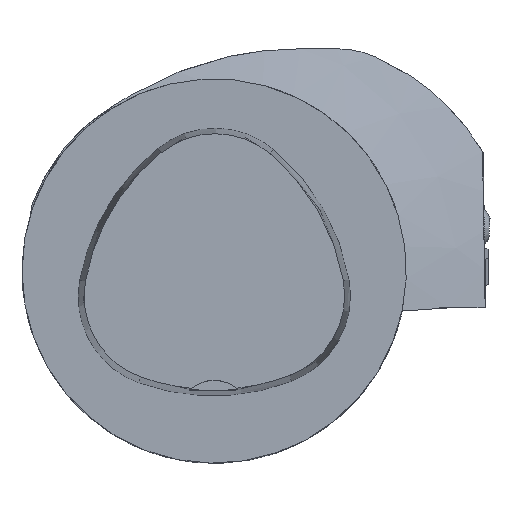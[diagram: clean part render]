
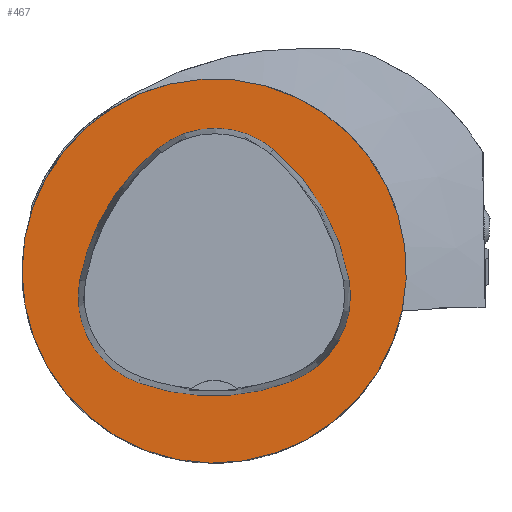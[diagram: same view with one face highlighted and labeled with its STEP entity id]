
A CAD part, top view. The second image highlights one B-rep face of the part: STEP entity #467.
In plain terms, the highlighted planar face has unit normal (0, 0, 1).
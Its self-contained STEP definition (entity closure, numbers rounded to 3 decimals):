
#195=CIRCLE('',#3215,31.5);
#197=CIRCLE('',#3241,36.);
#199=CIRCLE('',#3244,15.);
#201=CIRCLE('',#3247,36.);
#203=CIRCLE('',#3250,15.);
#207=CIRCLE('',#3255,36.);
#209=CIRCLE('',#3258,15.);
#467=ADVANCED_FACE('',(#1255,#1256),#628,.T.);
#628=PLANE('',#3263);
#1255=FACE_BOUND('',#1321,.T.);
#1256=FACE_BOUND('',#1322,.T.);
#1321=EDGE_LOOP('',(#1634,#1635,#1636,#1637,#1638,#1639));
#1322=EDGE_LOOP('',(#1640));
#1634=ORIENTED_EDGE('',*,*,#2738,.T.);
#1635=ORIENTED_EDGE('',*,*,#2718,.T.);
#1636=ORIENTED_EDGE('',*,*,#2722,.T.);
#1637=ORIENTED_EDGE('',*,*,#2725,.T.);
#1638=ORIENTED_EDGE('',*,*,#2728,.T.);
#1639=ORIENTED_EDGE('',*,*,#2736,.T.);
#1640=ORIENTED_EDGE('',*,*,#2679,.F.);
#2390=VERTEX_POINT('',#4563);
#2414=VERTEX_POINT('',#4668);
#2415=VERTEX_POINT('',#4669);
#2418=VERTEX_POINT('',#4677);
#2420=VERTEX_POINT('',#4683);
#2422=VERTEX_POINT('',#4689);
#2429=VERTEX_POINT('',#4710);
#2679=EDGE_CURVE('',#2390,#2390,#195,.T.);
#2718=EDGE_CURVE('',#2414,#2415,#197,.T.);
#2722=EDGE_CURVE('',#2415,#2418,#199,.T.);
#2725=EDGE_CURVE('',#2418,#2420,#201,.T.);
#2728=EDGE_CURVE('',#2420,#2422,#203,.T.);
#2736=EDGE_CURVE('',#2422,#2429,#207,.T.);
#2738=EDGE_CURVE('',#2429,#2414,#209,.T.);
#3215=AXIS2_PLACEMENT_3D('',#4562,#3569,#3570);
#3241=AXIS2_PLACEMENT_3D('',#4667,#3640,#3641);
#3244=AXIS2_PLACEMENT_3D('',#4676,#3648,#3649);
#3247=AXIS2_PLACEMENT_3D('',#4682,#3655,#3656);
#3250=AXIS2_PLACEMENT_3D('',#4688,#3662,#3663);
#3255=AXIS2_PLACEMENT_3D('',#4711,#3674,#3675);
#3258=AXIS2_PLACEMENT_3D('',#4714,#3680,#3681);
#3263=AXIS2_PLACEMENT_3D('',#4719,#3690,#3691);
#3569=DIRECTION('',(0.,0.,-1.));
#3570=DIRECTION('',(-1.,0.,0.));
#3640=DIRECTION('',(0.,0.,-1.));
#3641=DIRECTION('',(-1.,0.,0.));
#3648=DIRECTION('',(0.,0.,-1.));
#3649=DIRECTION('',(-1.,0.,0.));
#3655=DIRECTION('',(0.,0.,-1.));
#3656=DIRECTION('',(-1.,0.,0.));
#3662=DIRECTION('',(0.,0.,-1.));
#3663=DIRECTION('',(-1.,0.,0.));
#3674=DIRECTION('',(0.,0.,-1.));
#3675=DIRECTION('',(-1.,0.,0.));
#3680=DIRECTION('',(0.,0.,-1.));
#3681=DIRECTION('',(-1.,0.,0.));
#3690=DIRECTION('',(0.,0.,1.));
#3691=DIRECTION('',(1.,0.,0.));
#4562=CARTESIAN_POINT('',(0.,0.,0.));
#4563=CARTESIAN_POINT('',(-31.5,0.,0.));
#4667=CARTESIAN_POINT('',(13.398,-7.893,0.));
#4668=CARTESIAN_POINT('',(-22.041,-1.562,0.));
#4669=CARTESIAN_POINT('',(-9.317,20.036,0.));
#4676=CARTESIAN_POINT('',(0.148,8.399,0.));
#4677=CARTESIAN_POINT('',(9.779,19.898,0.));
#4682=CARTESIAN_POINT('',(-13.337,-7.7,0.));
#4683=CARTESIAN_POINT('',(22.122,-1.48,0.));
#4688=CARTESIAN_POINT('',(7.347,-4.071,0.));
#4689=CARTESIAN_POINT('',(12.693,-18.087,0.));
#4710=CARTESIAN_POINT('',(-12.373,-18.307,0.));
#4711=CARTESIAN_POINT('',(-0.137,15.55,0.));
#4714=CARTESIAN_POINT('',(-7.275,-4.2,0.));
#4719=CARTESIAN_POINT('',(0.,0.,0.));
